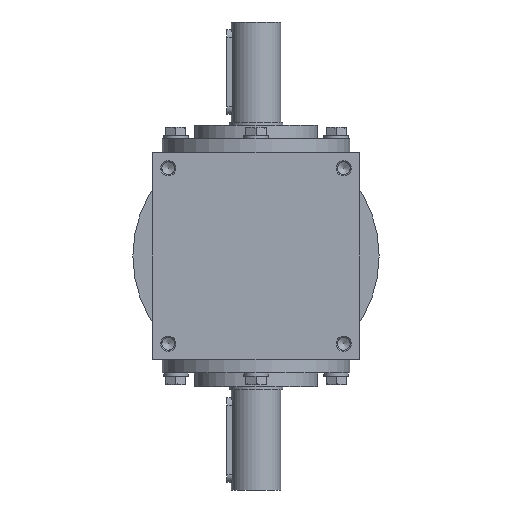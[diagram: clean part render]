
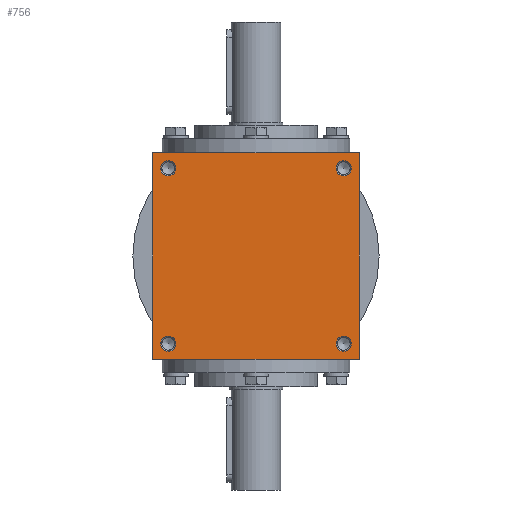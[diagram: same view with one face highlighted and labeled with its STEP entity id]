
A CAD part, left-side view. The second image highlights one B-rep face of the part: STEP entity #756.
In plain terms, the highlighted face is planar.
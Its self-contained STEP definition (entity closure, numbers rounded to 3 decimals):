
#756 = ADVANCED_FACE( '', ( #1540, #1541, #1542, #1543, #1544 ), #1545, .F. );
#1540 = FACE_BOUND( '', #2271, .T. );
#1541 = FACE_BOUND( '', #2272, .T. );
#1542 = FACE_BOUND( '', #2273, .T. );
#1543 = FACE_BOUND( '', #2274, .T. );
#1544 = FACE_OUTER_BOUND( '', #2275, .T. );
#1545 = PLANE( '', #2276 );
#2271 = EDGE_LOOP( '', ( #3614 ) );
#2272 = EDGE_LOOP( '', ( #3615 ) );
#2273 = EDGE_LOOP( '', ( #3616 ) );
#2274 = EDGE_LOOP( '', ( #3617 ) );
#2275 = EDGE_LOOP( '', ( #3618, #3619, #3620, #3621 ) );
#2276 = AXIS2_PLACEMENT_3D( '', #3622, #3623, #3624 );
#3614 = ORIENTED_EDGE( '', *, *, #4078, .F. );
#3615 = ORIENTED_EDGE( '', *, *, #4165, .T. );
#3616 = ORIENTED_EDGE( '', *, *, #3740, .F. );
#3617 = ORIENTED_EDGE( '', *, *, #3738, .T. );
#3618 = ORIENTED_EDGE( '', *, *, #4003, .F. );
#3619 = ORIENTED_EDGE( '', *, *, #3681, .F. );
#3620 = ORIENTED_EDGE( '', *, *, #3924, .F. );
#3621 = ORIENTED_EDGE( '', *, *, #3811, .F. );
#3622 = CARTESIAN_POINT( '', ( 0., 0., -67. ) );
#3623 = DIRECTION( '', ( 0., 0., 1. ) );
#3624 = DIRECTION( '', ( 1., 0., 0. ) );
#3681 = EDGE_CURVE( '', #4203, #4204, #4205, .T. );
#3738 = EDGE_CURVE( '', #4302, #4302, #4303, .T. );
#3740 = EDGE_CURVE( '', #4305, #4305, #4306, .T. );
#3811 = EDGE_CURVE( '', #4420, #4421, #4422, .T. );
#3924 = EDGE_CURVE( '', #4421, #4203, #4599, .T. );
#4003 = EDGE_CURVE( '', #4204, #4420, #4714, .T. );
#4078 = EDGE_CURVE( '', #4807, #4807, #4808, .T. );
#4165 = EDGE_CURVE( '', #4897, #4897, #4898, .T. );
#4203 = VERTEX_POINT( '', #4935 );
#4204 = VERTEX_POINT( '', #4936 );
#4205 = LINE( '', #4937, #4938 );
#4302 = VERTEX_POINT( '', #5126 );
#4303 = CIRCLE( '', #5127, 5. );
#4305 = VERTEX_POINT( '', #5129 );
#4306 = CIRCLE( '', #5130, 5. );
#4420 = VERTEX_POINT( '', #5273 );
#4421 = VERTEX_POINT( '', #5274 );
#4422 = LINE( '', #5275, #5276 );
#4599 = LINE( '', #5506, #5507 );
#4714 = LINE( '', #5662, #5663 );
#4807 = VERTEX_POINT( '', #5781 );
#4808 = CIRCLE( '', #5782, 5. );
#4897 = VERTEX_POINT( '', #5881 );
#4898 = CIRCLE( '', #5882, 5. );
#4935 = CARTESIAN_POINT( '', ( 67., 67., -67. ) );
#4936 = CARTESIAN_POINT( '', ( -67., 67., -67. ) );
#4937 = CARTESIAN_POINT( '', ( 67., 67., -67. ) );
#4938 = VECTOR( '', #5923, 1000. );
#5126 = CARTESIAN_POINT( '', ( 62., -57., -67. ) );
#5127 = AXIS2_PLACEMENT_3D( '', #6023, #6024, #6025 );
#5129 = CARTESIAN_POINT( '', ( -62., -57., -67. ) );
#5130 = AXIS2_PLACEMENT_3D( '', #6026, #6027, #6028 );
#5273 = CARTESIAN_POINT( '', ( -67., -67., -67. ) );
#5274 = CARTESIAN_POINT( '', ( 67., -67., -67. ) );
#5275 = CARTESIAN_POINT( '', ( -67., -67., -67. ) );
#5276 = VECTOR( '', #6153, 1000. );
#5506 = CARTESIAN_POINT( '', ( 67., -67., -67. ) );
#5507 = VECTOR( '', #6346, 1000. );
#5662 = CARTESIAN_POINT( '', ( -67., 67., -67. ) );
#5663 = VECTOR( '', #6463, 1000. );
#5781 = CARTESIAN_POINT( '', ( -62., 57., -67. ) );
#5782 = AXIS2_PLACEMENT_3D( '', #6563, #6564, #6565 );
#5881 = CARTESIAN_POINT( '', ( 62., 57., -67. ) );
#5882 = AXIS2_PLACEMENT_3D( '', #6634, #6635, #6636 );
#5923 = DIRECTION( '', ( -1., 0., 0. ) );
#6023 = CARTESIAN_POINT( '', ( 57., -57., -67. ) );
#6024 = DIRECTION( '', ( 0., 0., 1. ) );
#6025 = DIRECTION( '', ( 1., 0., 0. ) );
#6026 = CARTESIAN_POINT( '', ( -57., -57., -67. ) );
#6027 = DIRECTION( '', ( 0., 0., -1. ) );
#6028 = DIRECTION( '', ( -1., 0., 0. ) );
#6153 = DIRECTION( '', ( 1., 0., 0. ) );
#6346 = DIRECTION( '', ( 0., 1., 0. ) );
#6463 = DIRECTION( '', ( 0., -1., 0. ) );
#6563 = CARTESIAN_POINT( '', ( -57., 57., -67. ) );
#6564 = DIRECTION( '', ( 0., 0., -1. ) );
#6565 = DIRECTION( '', ( -1., 0., 0. ) );
#6634 = CARTESIAN_POINT( '', ( 57., 57., -67. ) );
#6635 = DIRECTION( '', ( 0., 0., 1. ) );
#6636 = DIRECTION( '', ( 1., 0., 0. ) );
